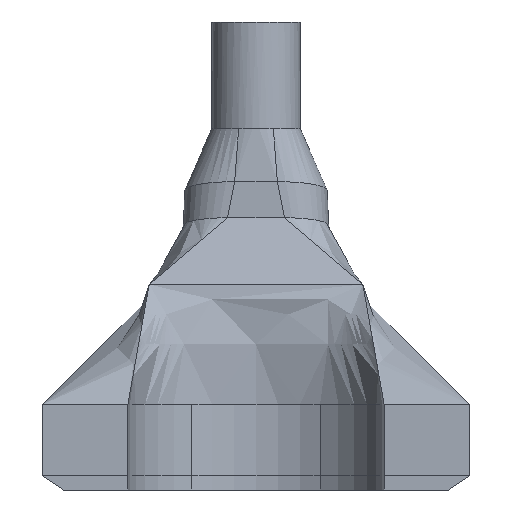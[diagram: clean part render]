
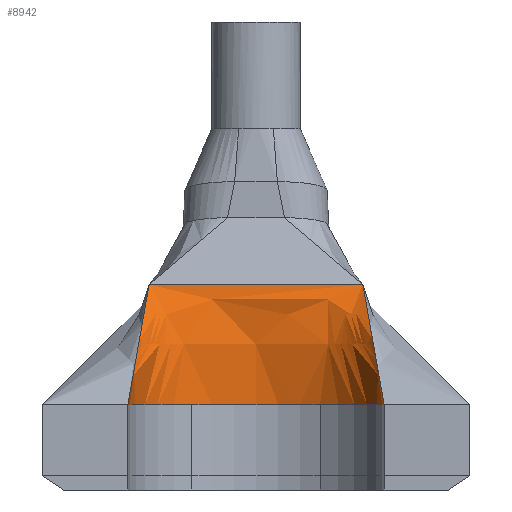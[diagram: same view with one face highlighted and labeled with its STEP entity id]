
A CAD part, front view. The second image highlights one B-rep face of the part: STEP entity #8942.
In plain terms, the highlighted free-form (B-spline) face has degree [11, 1] with [12, 2] control points.
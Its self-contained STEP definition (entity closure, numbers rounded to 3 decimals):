
#5859 = CYLINDRICAL_SURFACE('',#5860,18.);
#5860 = AXIS2_PLACEMENT_3D('',#5861,#5862,#5863);
#5861 = CARTESIAN_POINT('',(0.,0.,2.));
#5862 = DIRECTION('',(0.,0.,1.));
#5863 = DIRECTION('',(1.,0.,0.));
#8012 = CYLINDRICAL_SURFACE('',#8013,18.);
#8013 = AXIS2_PLACEMENT_3D('',#8014,#8015,#8016);
#8014 = CARTESIAN_POINT('',(0.,0.,2.));
#8015 = DIRECTION('',(0.,0.,1.));
#8016 = DIRECTION('',(0.5,-0.866,0.));
#8288 = VERTEX_POINT('',#8289);
#8289 = CARTESIAN_POINT('',(-18.,0.,12.));
#8307 = EDGE_CURVE('',#8308,#8288,#8310,.T.);
#8308 = VERTEX_POINT('',#8309);
#8309 = CARTESIAN_POINT('',(-9.,15.588,12.));
#8310 = SURFACE_CURVE('',#8311,(#8316,#8323),.PCURVE_S1.);
#8311 = CIRCLE('',#8312,18.);
#8312 = AXIS2_PLACEMENT_3D('',#8313,#8314,#8315);
#8313 = CARTESIAN_POINT('',(0.,0.,12.));
#8314 = DIRECTION('',(0.,0.,1.));
#8315 = DIRECTION('',(1.,0.,0.));
#8316 = PCURVE('',#5859,#8317);
#8317 = DEFINITIONAL_REPRESENTATION('',(#8318),#8322);
#8318 = LINE('',#8319,#8320);
#8319 = CARTESIAN_POINT('',(0.,10.));
#8320 = VECTOR('',#8321,1.);
#8321 = DIRECTION('',(1.,0.));
#8322 = ( GEOMETRIC_REPRESENTATION_CONTEXT(2) 
PARAMETRIC_REPRESENTATION_CONTEXT() REPRESENTATION_CONTEXT('2D SPACE',''
  ) );
#8323 = PCURVE('',#8324,#8349);
#8324 = B_SPLINE_SURFACE_WITH_KNOTS('',11,1,(
    (#8325,#8326)
    ,(#8327,#8328)
    ,(#8329,#8330)
    ,(#8331,#8332)
    ,(#8333,#8334)
    ,(#8335,#8336)
    ,(#8337,#8338)
    ,(#8339,#8340)
    ,(#8341,#8342)
    ,(#8343,#8344)
    ,(#8345,#8346)
    ,(#8347,#8348
    )),.UNSPECIFIED.,.F.,.F.,.F.,(12,12),(2,2),(-30.,0.),(0.,1.),
  .PIECEWISE_BEZIER_KNOTS.);
#8325 = CARTESIAN_POINT('',(-18.,0.,12.));
#8326 = CARTESIAN_POINT('',(-15.,17.727,28.874));
#8327 = CARTESIAN_POINT('',(-18.,5.141,12.));
#8328 = CARTESIAN_POINT('',(-12.273,17.727,
    28.874));
#8329 = CARTESIAN_POINT('',(-16.385,10.282,
    12.));
#8330 = CARTESIAN_POINT('',(-9.545,17.727,
    28.874));
#8331 = CARTESIAN_POINT('',(-13.155,14.859,
    12.));
#8332 = CARTESIAN_POINT('',(-6.818,17.727,
    28.874));
#8333 = CARTESIAN_POINT('',(-8.531,18.308,
    12.));
#8334 = CARTESIAN_POINT('',(-4.091,17.727,
    28.874));
#8335 = CARTESIAN_POINT('',(-2.957,20.166,12.));
#8336 = CARTESIAN_POINT('',(-1.364,17.727,
    28.874));
#8337 = CARTESIAN_POINT('',(2.957,20.166,
    12.));
#8338 = CARTESIAN_POINT('',(1.364,17.727,
    28.874));
#8339 = CARTESIAN_POINT('',(8.531,18.308,
    12.));
#8340 = CARTESIAN_POINT('',(4.091,17.727,
    28.874));
#8341 = CARTESIAN_POINT('',(13.155,14.859,
    12.));
#8342 = CARTESIAN_POINT('',(6.818,17.727,
    28.874));
#8343 = CARTESIAN_POINT('',(16.385,10.282,
    12.));
#8344 = CARTESIAN_POINT('',(9.545,17.727,
    28.874));
#8345 = CARTESIAN_POINT('',(18.,5.141,12.));
#8346 = CARTESIAN_POINT('',(12.273,17.727,
    28.874));
#8347 = CARTESIAN_POINT('',(18.,0.,12.));
#8348 = CARTESIAN_POINT('',(15.,17.727,28.874));
#8349 = DEFINITIONAL_REPRESENTATION('',(#8350),#8353);
#8350 = B_SPLINE_CURVE_WITH_KNOTS('',1,(#8351,#8352),.UNSPECIFIED.,.F.,
  .F.,(2,2),(2.094,3.142),.PIECEWISE_BEZIER_KNOTS.);
#8351 = CARTESIAN_POINT('',(-20.,0.));
#8352 = CARTESIAN_POINT('',(-30.,0.));
#8353 = ( GEOMETRIC_REPRESENTATION_CONTEXT(2) 
PARAMETRIC_REPRESENTATION_CONTEXT() REPRESENTATION_CONTEXT('2D SPACE',''
  ) );
#8411 = B_SPLINE_SURFACE_WITH_KNOTS('',1,1,(
    (#8412,#8413)
    ,(#8414,#8415
    )),.UNSPECIFIED.,.F.,.F.,.F.,(2,2),(2,2),(-12.,0.),(0.,1.),
  .PIECEWISE_BEZIER_KNOTS.);
#8412 = CARTESIAN_POINT('',(-30.,0.,12.));
#8413 = CARTESIAN_POINT('',(-15.,28.618,26.954));
#8414 = CARTESIAN_POINT('',(-18.,0.,12.));
#8415 = CARTESIAN_POINT('',(-15.,17.727,28.874));
#8807 = CYLINDRICAL_SURFACE('',#8808,18.);
#8808 = AXIS2_PLACEMENT_3D('',#8809,#8810,#8811);
#8809 = CARTESIAN_POINT('',(0.,0.,2.));
#8810 = DIRECTION('',(0.,0.,1.));
#8811 = DIRECTION('',(-0.5,-0.866,0.));
#8856 = EDGE_CURVE('',#8857,#8308,#8859,.T.);
#8857 = VERTEX_POINT('',#8858);
#8858 = CARTESIAN_POINT('',(9.,15.588,12.));
#8859 = SURFACE_CURVE('',#8860,(#8865,#8872),.PCURVE_S1.);
#8860 = CIRCLE('',#8861,18.);
#8861 = AXIS2_PLACEMENT_3D('',#8862,#8863,#8864);
#8862 = CARTESIAN_POINT('',(0.,0.,12.));
#8863 = DIRECTION('',(-0.,0.,1.));
#8864 = DIRECTION('',(0.5,-0.866,0.));
#8865 = PCURVE('',#8012,#8866);
#8866 = DEFINITIONAL_REPRESENTATION('',(#8867),#8871);
#8867 = LINE('',#8868,#8869);
#8868 = CARTESIAN_POINT('',(0.,10.));
#8869 = VECTOR('',#8870,1.);
#8870 = DIRECTION('',(1.,0.));
#8871 = ( GEOMETRIC_REPRESENTATION_CONTEXT(2) 
PARAMETRIC_REPRESENTATION_CONTEXT() REPRESENTATION_CONTEXT('2D SPACE',''
  ) );
#8872 = PCURVE('',#8324,#8873);
#8873 = DEFINITIONAL_REPRESENTATION('',(#8874),#8877);
#8874 = B_SPLINE_CURVE_WITH_KNOTS('',1,(#8875,#8876),.UNSPECIFIED.,.F.,
  .F.,(2,2),(2.094,3.142),.PIECEWISE_BEZIER_KNOTS.);
#8875 = CARTESIAN_POINT('',(-10.,0.));
#8876 = CARTESIAN_POINT('',(-20.,0.));
#8877 = ( GEOMETRIC_REPRESENTATION_CONTEXT(2) 
PARAMETRIC_REPRESENTATION_CONTEXT() REPRESENTATION_CONTEXT('2D SPACE',''
  ) );
#8942 = ADVANCED_FACE('',(#8943),#8324,.T.);
#8943 = FACE_BOUND('',#8944,.T.);
#8944 = EDGE_LOOP('',(#8945,#8968,#8995,#9023,#9043,#9044));
#8945 = ORIENTED_EDGE('',*,*,#8946,.F.);
#8946 = EDGE_CURVE('',#8947,#8857,#8949,.T.);
#8947 = VERTEX_POINT('',#8948);
#8948 = CARTESIAN_POINT('',(18.,0.,12.));
#8949 = SURFACE_CURVE('',#8950,(#8955,#8961),.PCURVE_S1.);
#8950 = CIRCLE('',#8951,18.);
#8951 = AXIS2_PLACEMENT_3D('',#8952,#8953,#8954);
#8952 = CARTESIAN_POINT('',(0.,0.,12.));
#8953 = DIRECTION('',(0.,0.,1.));
#8954 = DIRECTION('',(-0.5,-0.866,0.));
#8955 = PCURVE('',#8324,#8956);
#8956 = DEFINITIONAL_REPRESENTATION('',(#8957),#8960);
#8957 = B_SPLINE_CURVE_WITH_KNOTS('',1,(#8958,#8959),.UNSPECIFIED.,.F.,
  .F.,(2,2),(2.094,3.142),.PIECEWISE_BEZIER_KNOTS.);
#8958 = CARTESIAN_POINT('',(0.,0.));
#8959 = CARTESIAN_POINT('',(-10.,0.));
#8960 = ( GEOMETRIC_REPRESENTATION_CONTEXT(2) 
PARAMETRIC_REPRESENTATION_CONTEXT() REPRESENTATION_CONTEXT('2D SPACE',''
  ) );
#8961 = PCURVE('',#8807,#8962);
#8962 = DEFINITIONAL_REPRESENTATION('',(#8963),#8967);
#8963 = LINE('',#8964,#8965);
#8964 = CARTESIAN_POINT('',(0.,10.));
#8965 = VECTOR('',#8966,1.);
#8966 = DIRECTION('',(1.,0.));
#8967 = ( GEOMETRIC_REPRESENTATION_CONTEXT(2) 
PARAMETRIC_REPRESENTATION_CONTEXT() REPRESENTATION_CONTEXT('2D SPACE',''
  ) );
#8968 = ORIENTED_EDGE('',*,*,#8969,.T.);
#8969 = EDGE_CURVE('',#8947,#8970,#8972,.T.);
#8970 = VERTEX_POINT('',#8971);
#8971 = CARTESIAN_POINT('',(15.,17.727,28.874));
#8972 = SURFACE_CURVE('',#8973,(#8976,#8983),.PCURVE_S1.);
#8973 = B_SPLINE_CURVE_WITH_KNOTS('',1,(#8974,#8975),.UNSPECIFIED.,.F.,
  .F.,(2,2),(0.,1.),.PIECEWISE_BEZIER_KNOTS.);
#8974 = CARTESIAN_POINT('',(18.,0.,12.));
#8975 = CARTESIAN_POINT('',(15.,17.727,28.874));
#8976 = PCURVE('',#8324,#8977);
#8977 = DEFINITIONAL_REPRESENTATION('',(#8978),#8982);
#8978 = LINE('',#8979,#8980);
#8979 = CARTESIAN_POINT('',(0.,0.));
#8980 = VECTOR('',#8981,1.);
#8981 = DIRECTION('',(0.,1.));
#8982 = ( GEOMETRIC_REPRESENTATION_CONTEXT(2) 
PARAMETRIC_REPRESENTATION_CONTEXT() REPRESENTATION_CONTEXT('2D SPACE',''
  ) );
#8983 = PCURVE('',#8984,#8989);
#8984 = B_SPLINE_SURFACE_WITH_KNOTS('',1,1,(
    (#8985,#8986)
    ,(#8987,#8988
    )),.UNSPECIFIED.,.F.,.F.,.F.,(2,2),(2,2),(-12.,0.),(0.,1.),
  .PIECEWISE_BEZIER_KNOTS.);
#8985 = CARTESIAN_POINT('',(18.,0.,12.));
#8986 = CARTESIAN_POINT('',(15.,17.727,28.874));
#8987 = CARTESIAN_POINT('',(30.,0.,12.));
#8988 = CARTESIAN_POINT('',(15.,28.618,26.954));
#8989 = DEFINITIONAL_REPRESENTATION('',(#8990),#8994);
#8990 = LINE('',#8991,#8992);
#8991 = CARTESIAN_POINT('',(-12.,0.));
#8992 = VECTOR('',#8993,1.);
#8993 = DIRECTION('',(0.,1.));
#8994 = ( GEOMETRIC_REPRESENTATION_CONTEXT(2) 
PARAMETRIC_REPRESENTATION_CONTEXT() REPRESENTATION_CONTEXT('2D SPACE',''
  ) );
#8995 = ORIENTED_EDGE('',*,*,#8996,.T.);
#8996 = EDGE_CURVE('',#8970,#8997,#8999,.T.);
#8997 = VERTEX_POINT('',#8998);
#8998 = CARTESIAN_POINT('',(-15.,17.727,28.874));
#8999 = SURFACE_CURVE('',#9000,(#9004,#9011),.PCURVE_S1.);
#9000 = LINE('',#9001,#9002);
#9001 = CARTESIAN_POINT('',(15.,17.727,28.874));
#9002 = VECTOR('',#9003,1.);
#9003 = DIRECTION('',(-1.,0.,0.));
#9004 = PCURVE('',#8324,#9005);
#9005 = DEFINITIONAL_REPRESENTATION('',(#9006),#9010);
#9006 = LINE('',#9007,#9008);
#9007 = CARTESIAN_POINT('',(0.,1.));
#9008 = VECTOR('',#9009,1.);
#9009 = DIRECTION('',(-1.,0.));
#9010 = ( GEOMETRIC_REPRESENTATION_CONTEXT(2) 
PARAMETRIC_REPRESENTATION_CONTEXT() REPRESENTATION_CONTEXT('2D SPACE',''
  ) );
#9011 = PCURVE('',#9012,#9017);
#9012 = PLANE('',#9013);
#9013 = AXIS2_PLACEMENT_3D('',#9014,#9015,#9016);
#9014 = CARTESIAN_POINT('',(0.,19.974,
    33.555));
#9015 = DIRECTION('',(0.,-0.902,0.433
    ));
#9016 = DIRECTION('',(1.,0.,0.));
#9017 = DEFINITIONAL_REPRESENTATION('',(#9018),#9022);
#9018 = LINE('',#9019,#9020);
#9019 = CARTESIAN_POINT('',(15.,-5.192));
#9020 = VECTOR('',#9021,1.);
#9021 = DIRECTION('',(-1.,0.));
#9022 = ( GEOMETRIC_REPRESENTATION_CONTEXT(2) 
PARAMETRIC_REPRESENTATION_CONTEXT() REPRESENTATION_CONTEXT('2D SPACE',''
  ) );
#9023 = ORIENTED_EDGE('',*,*,#9024,.F.);
#9024 = EDGE_CURVE('',#8288,#8997,#9025,.T.);
#9025 = SURFACE_CURVE('',#9026,(#9029,#9036),.PCURVE_S1.);
#9026 = B_SPLINE_CURVE_WITH_KNOTS('',1,(#9027,#9028),.UNSPECIFIED.,.F.,
  .F.,(2,2),(0.,1.),.PIECEWISE_BEZIER_KNOTS.);
#9027 = CARTESIAN_POINT('',(-18.,0.,12.));
#9028 = CARTESIAN_POINT('',(-15.,17.727,28.874));
#9029 = PCURVE('',#8324,#9030);
#9030 = DEFINITIONAL_REPRESENTATION('',(#9031),#9035);
#9031 = LINE('',#9032,#9033);
#9032 = CARTESIAN_POINT('',(-30.,0.));
#9033 = VECTOR('',#9034,1.);
#9034 = DIRECTION('',(0.,1.));
#9035 = ( GEOMETRIC_REPRESENTATION_CONTEXT(2) 
PARAMETRIC_REPRESENTATION_CONTEXT() REPRESENTATION_CONTEXT('2D SPACE',''
  ) );
#9036 = PCURVE('',#8411,#9037);
#9037 = DEFINITIONAL_REPRESENTATION('',(#9038),#9042);
#9038 = LINE('',#9039,#9040);
#9039 = CARTESIAN_POINT('',(0.,0.));
#9040 = VECTOR('',#9041,1.);
#9041 = DIRECTION('',(0.,1.));
#9042 = ( GEOMETRIC_REPRESENTATION_CONTEXT(2) 
PARAMETRIC_REPRESENTATION_CONTEXT() REPRESENTATION_CONTEXT('2D SPACE',''
  ) );
#9043 = ORIENTED_EDGE('',*,*,#8307,.F.);
#9044 = ORIENTED_EDGE('',*,*,#8856,.F.);
